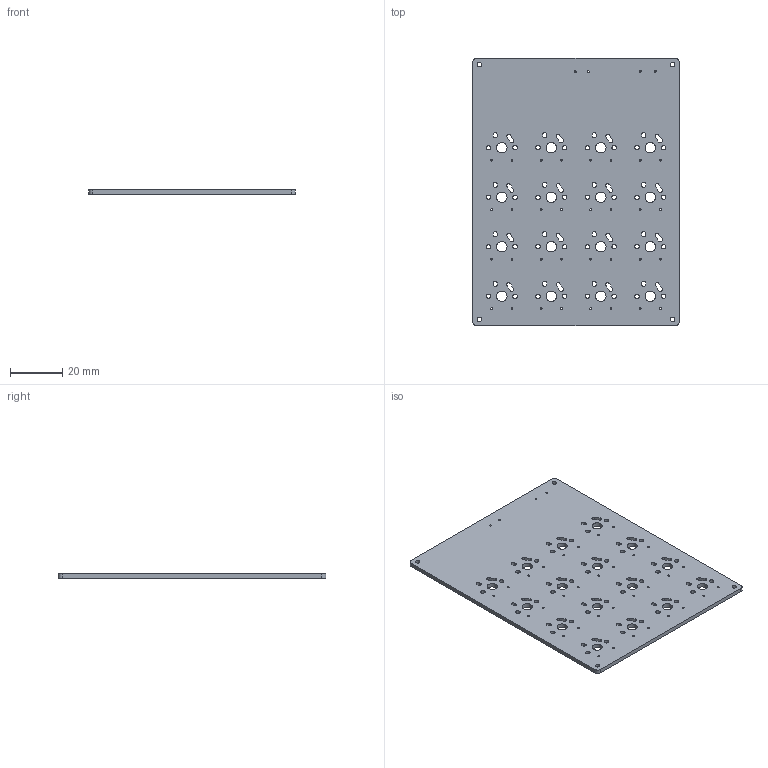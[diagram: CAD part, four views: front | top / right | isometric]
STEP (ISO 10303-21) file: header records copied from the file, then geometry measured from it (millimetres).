
FILE_DESCRIPTION(('KiCad electronic assembly'),'2;1');
FILE_NAME('keyboard-mki.step','2021-09-01T16:49:01',('Pcbnew'),('Kicad') ,'Open CASCADE STEP processor 7.5','KiCad to STEP converter','Unknown' );
FILE_SCHEMA(('AUTOMOTIVE_DESIGN { 1 0 10303 214 1 1 1 1 }'));
Length unit declared in the file: millimetre
Products named in the file (2): keyboard-mki 1; COMPOUND
Assembly tree (1 placements, depth 2):
  keyboard-mki 1
    COMPOUND
Bounding box: 79 x 102.5 x 1.6 mm (x, y, z)
Volume: 12280.8 mm3; surface area: 17069.3 mm2
Topology: 1 solids, 1 shells, 226 faces, 672 edges, 448 vertices
Faces by surface type: cylinder 156, plane 70
Full cylindrical faces by diameter (mm): 0.65 x2, 0.7 x32, 0.762 x2, 1.7 x4, 1.702 x32, 3.988 x16
Entity records: 16991 total; most frequent: DIRECTION 2784, CARTESIAN_POINT 2692, LINE 1392, VECTOR 1392, ORIENTED_EDGE 1344, PCURVE 1344, DEFINITIONAL_REPRESENTATION 1344, EDGE_CURVE 672
